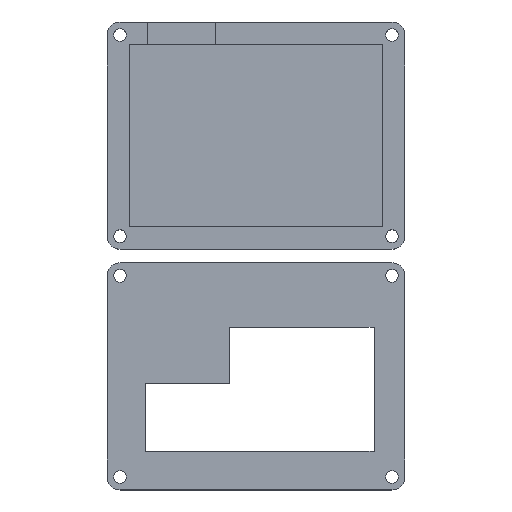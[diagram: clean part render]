
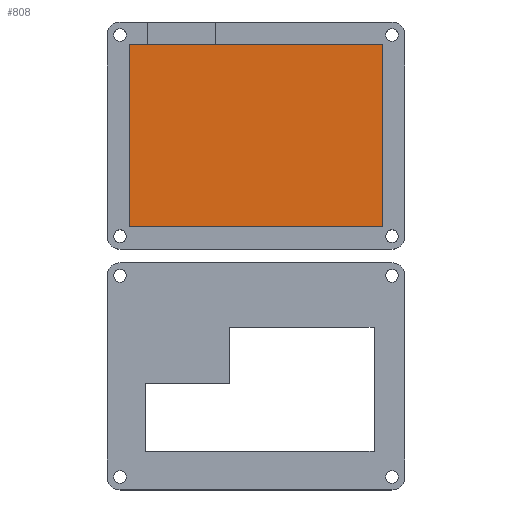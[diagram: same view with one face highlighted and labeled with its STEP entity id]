
A CAD part, top view. The second image highlights one B-rep face of the part: STEP entity #808.
In plain terms, the highlighted planar face has unit normal (0, 0, 1).
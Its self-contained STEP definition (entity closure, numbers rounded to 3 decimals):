
#98=FACE_OUTER_BOUND('',#144,.T.);
#144=EDGE_LOOP('',(#623,#624,#625,#626));
#185=LINE('',#1160,#267);
#200=LINE('',#1206,#282);
#202=LINE('',#1210,#284);
#205=LINE('',#1215,#287);
#267=VECTOR('',#928,10.);
#282=VECTOR('',#963,10.);
#284=VECTOR('',#967,10.);
#287=VECTOR('',#972,10.);
#349=VERTEX_POINT('',#1158);
#350=VERTEX_POINT('',#1159);
#371=VERTEX_POINT('',#1205);
#372=VERTEX_POINT('',#1209);
#425=EDGE_CURVE('',#349,#350,#185,.T.);
#448=EDGE_CURVE('',#350,#371,#200,.T.);
#450=EDGE_CURVE('',#372,#349,#202,.T.);
#453=EDGE_CURVE('',#371,#372,#205,.T.);
#623=ORIENTED_EDGE('',*,*,#448,.T.);
#624=ORIENTED_EDGE('',*,*,#453,.T.);
#625=ORIENTED_EDGE('',*,*,#450,.T.);
#626=ORIENTED_EDGE('',*,*,#425,.T.);
#778=PLANE('',#877);
#808=ADVANCED_FACE('',(#98),#778,.T.);
#877=AXIS2_PLACEMENT_3D('',#1259,#1019,#1020);
#928=DIRECTION('',(1.,0.,0.));
#963=DIRECTION('',(0.,1.,0.));
#967=DIRECTION('',(0.,-1.,0.));
#972=DIRECTION('',(-1.,0.,0.));
#1019=DIRECTION('center_axis',(0.,0.,1.));
#1020=DIRECTION('ref_axis',(1.,0.,0.));
#1158=CARTESIAN_POINT('',(-1.,-48.3,3.));
#1159=CARTESIAN_POINT('',(67.4,-48.3,3.));
#1160=CARTESIAN_POINT('',(0.,-48.3,3.));
#1205=CARTESIAN_POINT('',(67.4,1.,3.));
#1206=CARTESIAN_POINT('',(67.4,-11.825,3.));
#1209=CARTESIAN_POINT('',(-1.,1.,3.));
#1210=CARTESIAN_POINT('',(-1.,-47.3,3.));
#1215=CARTESIAN_POINT('',(0.,1.,3.));
#1259=CARTESIAN_POINT('Origin',(33.2,-23.65,3.));
